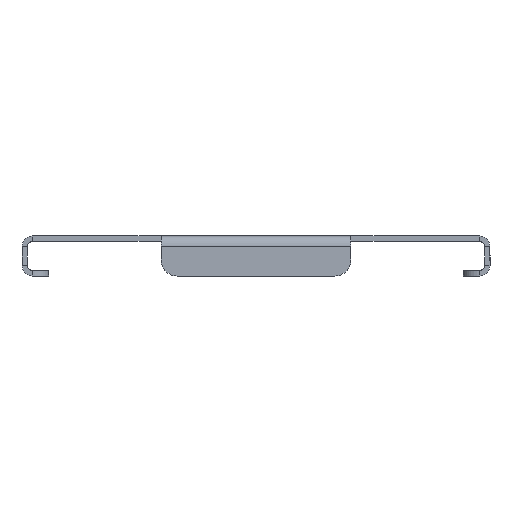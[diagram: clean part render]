
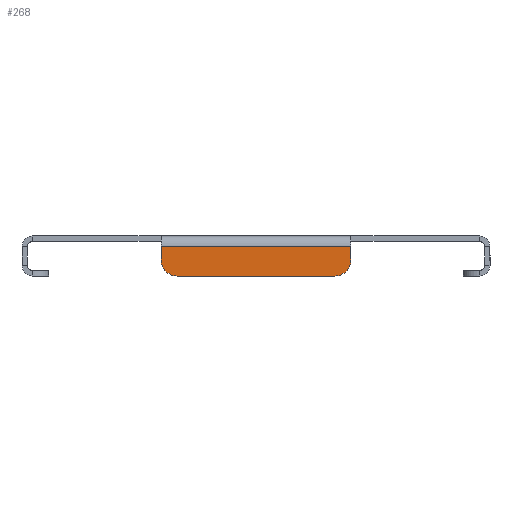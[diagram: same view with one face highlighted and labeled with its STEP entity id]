
A CAD part, left-side view. The second image highlights one B-rep face of the part: STEP entity #268.
In plain terms, the highlighted planar face has unit normal (-1, 0, 0).
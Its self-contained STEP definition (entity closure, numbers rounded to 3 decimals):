
#40 = CARTESIAN_POINT ( 'NONE',  ( -199.5, -29.5, -15. ) ) ;
#60 = DIRECTION ( 'NONE',  ( 0., 0., 1. ) ) ;
#66 = CIRCLE ( 'NONE', #1132, 6. ) ;
#102 = AXIS2_PLACEMENT_3D ( 'NONE', #1121, #2042, #853 ) ;
#181 = PLANE ( 'NONE',  #102 ) ;
#210 = AXIS2_PLACEMENT_3D ( 'NONE', #2641, #1745, #1942 ) ;
#268 = ADVANCED_FACE ( 'NONE', ( #2924 ), #181, .F. ) ;
#271 = CARTESIAN_POINT ( 'NONE',  ( -199.5, -35.5, -15. ) ) ;
#274 = CARTESIAN_POINT ( 'NONE',  ( -199.5, -35.5, -4. ) ) ;
#374 = DIRECTION ( 'NONE',  ( 0., 0., -1. ) ) ;
#425 = DIRECTION ( 'NONE',  ( -1., 0., 0. ) ) ;
#440 = VECTOR ( 'NONE', #1476, 1000. ) ;
#592 = CARTESIAN_POINT ( 'NONE',  ( -199.5, -87.5, -15. ) ) ;
#826 = CARTESIAN_POINT ( 'NONE',  ( -199.5, 29.5, -15. ) ) ;
#853 = DIRECTION ( 'NONE',  ( 0., 0., -1. ) ) ;
#879 = VERTEX_POINT ( 'NONE', #274 ) ;
#910 = EDGE_CURVE ( 'NONE', #2481, #879, #2670, .T. ) ;
#926 = EDGE_CURVE ( 'NONE', #1636, #1794, #1278, .T. ) ;
#934 = CARTESIAN_POINT ( 'NONE',  ( -199.5, 35.5, -9. ) ) ;
#1121 = CARTESIAN_POINT ( 'NONE',  ( -199.5, 0., 0. ) ) ;
#1132 = AXIS2_PLACEMENT_3D ( 'NONE', #2490, #425, #2728 ) ;
#1278 = LINE ( 'NONE', #592, #440 ) ;
#1305 = EDGE_CURVE ( 'NONE', #1859, #879, #2558, .T. ) ;
#1352 = EDGE_CURVE ( 'NONE', #2481, #2091, #1531, .T. ) ;
#1476 = DIRECTION ( 'NONE',  ( 0., 1., 0. ) ) ;
#1518 = CIRCLE ( 'NONE', #210, 6. ) ;
#1531 = LINE ( 'NONE', #2682, #2755 ) ;
#1636 = VERTEX_POINT ( 'NONE', #40 ) ;
#1652 = CARTESIAN_POINT ( 'NONE',  ( -199.5, 35.5, -4. ) ) ;
#1741 = CARTESIAN_POINT ( 'NONE',  ( -199.5, -87.5, -4. ) ) ;
#1745 = DIRECTION ( 'NONE',  ( -1., 0., 0. ) ) ;
#1794 = VERTEX_POINT ( 'NONE', #826 ) ;
#1814 = ORIENTED_EDGE ( 'NONE', *, *, #2150, .T. ) ;
#1859 = VERTEX_POINT ( 'NONE', #1977 ) ;
#1942 = DIRECTION ( 'NONE',  ( 0., 0., -1. ) ) ;
#1977 = CARTESIAN_POINT ( 'NONE',  ( -199.5, -35.5, -9. ) ) ;
#2039 = VECTOR ( 'NONE', #2207, 1000. ) ;
#2042 = DIRECTION ( 'NONE',  ( 1., 0., 0. ) ) ;
#2091 = VERTEX_POINT ( 'NONE', #934 ) ;
#2150 = EDGE_CURVE ( 'NONE', #1636, #1859, #1518, .T. ) ;
#2160 = ORIENTED_EDGE ( 'NONE', *, *, #2273, .T. ) ;
#2207 = DIRECTION ( 'NONE',  ( 0., -1., 0. ) ) ;
#2273 = EDGE_CURVE ( 'NONE', #2091, #1794, #66, .T. ) ;
#2320 = ORIENTED_EDGE ( 'NONE', *, *, #1305, .T. ) ;
#2365 = EDGE_LOOP ( 'NONE', ( #2447, #1814, #2320, #2592, #2946, #2160 ) ) ;
#2419 = VECTOR ( 'NONE', #60, 1000. ) ;
#2447 = ORIENTED_EDGE ( 'NONE', *, *, #926, .F. ) ;
#2481 = VERTEX_POINT ( 'NONE', #1652 ) ;
#2490 = CARTESIAN_POINT ( 'NONE',  ( -199.5, 29.5, -9. ) ) ;
#2558 = LINE ( 'NONE', #271, #2419 ) ;
#2592 = ORIENTED_EDGE ( 'NONE', *, *, #910, .F. ) ;
#2641 = CARTESIAN_POINT ( 'NONE',  ( -199.5, -29.5, -9. ) ) ;
#2670 = LINE ( 'NONE', #1741, #2039 ) ;
#2682 = CARTESIAN_POINT ( 'NONE',  ( -199.5, 35.5, -15. ) ) ;
#2728 = DIRECTION ( 'NONE',  ( 0., 0., -1. ) ) ;
#2755 = VECTOR ( 'NONE', #374, 1000. ) ;
#2924 = FACE_OUTER_BOUND ( 'NONE', #2365, .T. ) ;
#2946 = ORIENTED_EDGE ( 'NONE', *, *, #1352, .T. ) ;
